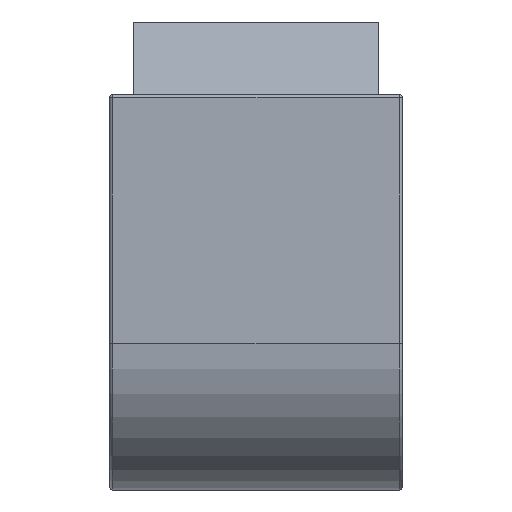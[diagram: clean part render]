
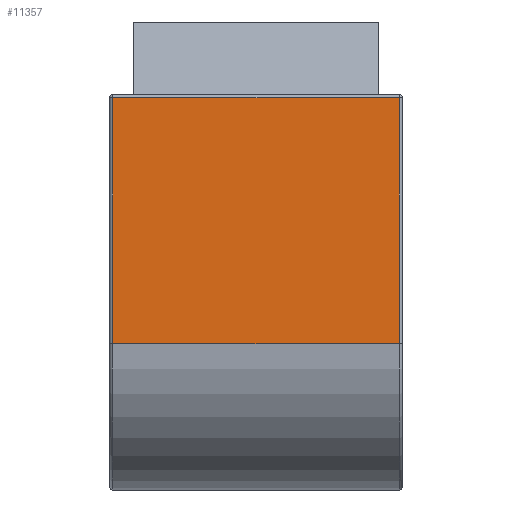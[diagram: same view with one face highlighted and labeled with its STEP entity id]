
A CAD part, left-side view. The second image highlights one B-rep face of the part: STEP entity #11357.
In plain terms, the highlighted planar face has unit normal (-1, 0, 0).
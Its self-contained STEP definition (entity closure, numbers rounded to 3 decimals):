
#179=PLANE('',#12587);
#355=LINE('',#16412,#1423);
#362=LINE('',#16439,#1430);
#372=LINE('',#16487,#1440);
#376=LINE('',#16493,#1444);
#1423=VECTOR('',#12852,10.);
#1430=VECTOR('',#12883,10.);
#1440=VECTOR('',#12941,10.);
#1444=VECTOR('',#12949,10.);
#3198=FACE_OUTER_BOUND('',#3850,.T.);
#3850=EDGE_LOOP('',(#10000,#10001,#10002,#10003));
#4698=VERTEX_POINT('',#16398);
#4703=VERTEX_POINT('',#16408);
#4710=VERTEX_POINT('',#16435);
#4724=VERTEX_POINT('',#16480);
#5836=EDGE_CURVE('',#4698,#4703,#355,.T.);
#5850=EDGE_CURVE('',#4703,#4710,#362,.T.);
#5875=EDGE_CURVE('',#4724,#4698,#372,.T.);
#5879=EDGE_CURVE('',#4724,#4710,#376,.T.);
#10000=ORIENTED_EDGE('',*,*,#5875,.F.);
#10001=ORIENTED_EDGE('',*,*,#5879,.T.);
#10002=ORIENTED_EDGE('',*,*,#5850,.F.);
#10003=ORIENTED_EDGE('',*,*,#5836,.F.);
#11357=ADVANCED_FACE('',(#3198),#179,.T.);
#12587=AXIS2_PLACEMENT_3D('',#19189,#15640,#15641);
#12852=DIRECTION('',(0.,-1.,0.));
#12883=DIRECTION('',(0.,0.,-1.));
#12941=DIRECTION('',(0.,0.,1.));
#12949=DIRECTION('',(0.,-1.,0.));
#15640=DIRECTION('center_axis',(-1.,0.,0.));
#15641=DIRECTION('ref_axis',(0.,0.,1.));
#16398=CARTESIAN_POINT('',(-75.,4.9,8.4));
#16408=CARTESIAN_POINT('',(-75.,-4.9,8.4));
#16412=CARTESIAN_POINT('',(-75.,0.,8.4));
#16435=CARTESIAN_POINT('',(-75.,-4.9,0.));
#16439=CARTESIAN_POINT('',(-75.,-4.9,0.026));
#16480=CARTESIAN_POINT('',(-75.,4.9,0.));
#16487=CARTESIAN_POINT('',(-75.,4.9,0.026));
#16493=CARTESIAN_POINT('',(-75.,0.,0.));
#19189=CARTESIAN_POINT('Origin',(-75.,0.,0.));
